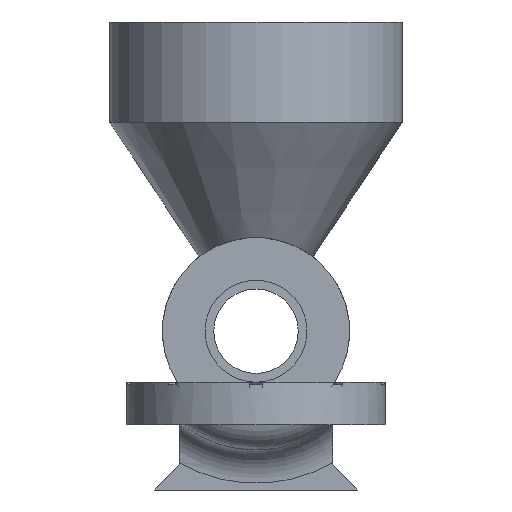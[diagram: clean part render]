
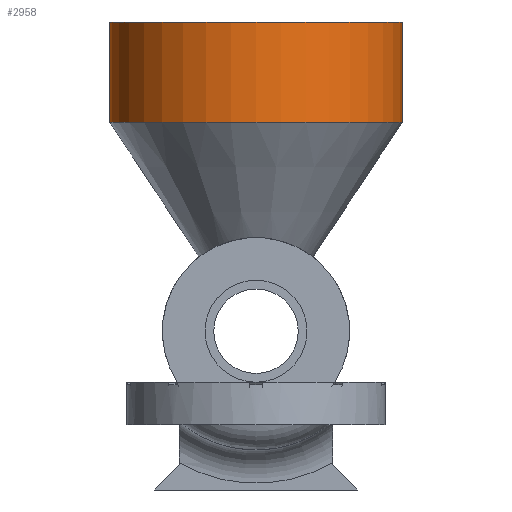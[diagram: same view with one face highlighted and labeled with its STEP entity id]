
A CAD part, front view. The second image highlights one B-rep face of the part: STEP entity #2958.
In plain terms, the highlighted cylindrical face has radius 17.5 mm (diameter 35 mm), a full revolution.
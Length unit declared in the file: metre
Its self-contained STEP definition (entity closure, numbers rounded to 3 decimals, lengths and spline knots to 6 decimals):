
#109=CIRCLE('',#3134,0.0175);
#110=CIRCLE('',#3136,0.0175);
#130=CYLINDRICAL_SURFACE('',#3135,0.0175);
#292=ORIENTED_EDGE('',*,*,#1175,.T.);
#293=ORIENTED_EDGE('',*,*,#1174,.F.);
#1174=EDGE_CURVE('',#1617,#1617,#109,.F.);
#1175=EDGE_CURVE('',#1618,#1618,#110,.F.);
#1617=VERTEX_POINT('',#4250);
#1618=VERTEX_POINT('',#4325);
#2526=EDGE_LOOP('',(#292));
#2527=EDGE_LOOP('',(#293));
#2694=FACE_BOUND('',#2526,.T.);
#2695=FACE_BOUND('',#2527,.T.);
#2958=ADVANCED_FACE('',(#2694,#2695),#130,.T.);
#3134=AXIS2_PLACEMENT_3D('',#4249,#3382,#3383);
#3135=AXIS2_PLACEMENT_3D('',#4323,#3384,#3385);
#3136=AXIS2_PLACEMENT_3D('',#4324,#3386,#3387);
#3382=DIRECTION('',(0.,0.,1.));
#3383=DIRECTION('',(1.,0.,0.));
#3384=DIRECTION('',(0.,0.,-1.));
#3385=DIRECTION('',(-1.,0.,0.));
#3386=DIRECTION('',(0.,0.,1.));
#3387=DIRECTION('',(1.,0.,0.));
#4249=CARTESIAN_POINT('',(0.,-0.045,0.175));
#4250=CARTESIAN_POINT('',(0.0175,-0.045,0.175));
#4323=CARTESIAN_POINT('',(0.,-0.045,0.187));
#4324=CARTESIAN_POINT('',(0.,-0.045,0.187));
#4325=CARTESIAN_POINT('',(0.0175,-0.045,0.187));
